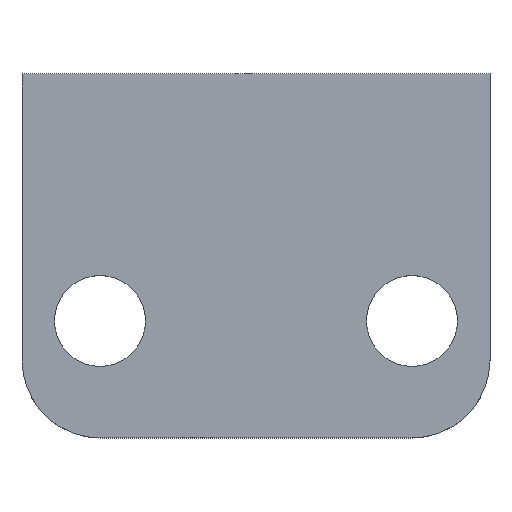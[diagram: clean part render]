
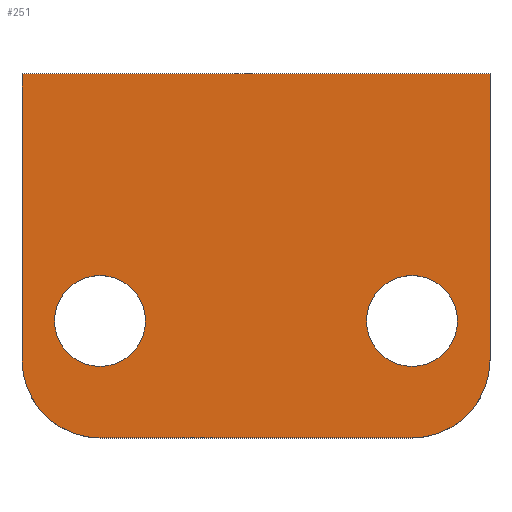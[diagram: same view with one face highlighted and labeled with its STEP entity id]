
A CAD part, top view. The second image highlights one B-rep face of the part: STEP entity #251.
In plain terms, the highlighted planar face has unit normal (0, 0, 1).
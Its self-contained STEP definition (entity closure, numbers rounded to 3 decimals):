
#17=FACE_BOUND('',#55,.T.);
#18=FACE_BOUND('',#56,.T.);
#26=PLANE('',#288);
#39=FACE_OUTER_BOUND('',#54,.T.);
#54=EDGE_LOOP('',(#226,#227,#228,#229,#230,#231));
#55=EDGE_LOOP('',(#232));
#56=EDGE_LOOP('',(#233));
#59=LINE('',#372,#82);
#70=LINE('',#405,#93);
#76=LINE('',#418,#99);
#78=LINE('',#423,#101);
#82=VECTOR('',#301,10.);
#93=VECTOR('',#332,10.);
#99=VECTOR('',#344,10.);
#101=VECTOR('',#352,10.);
#104=CIRCLE('',#268,3.);
#107=CIRCLE('',#273,1.75);
#109=CIRCLE('',#276,3.);
#112=CIRCLE('',#287,1.75);
#115=VERTEX_POINT('',#365);
#116=VERTEX_POINT('',#367);
#117=VERTEX_POINT('',#371);
#123=VERTEX_POINT('',#385);
#126=VERTEX_POINT('',#392);
#127=VERTEX_POINT('',#394);
#133=VERTEX_POINT('',#416);
#134=VERTEX_POINT('',#425);
#137=EDGE_CURVE('',#116,#115,#104,.T.);
#139=EDGE_CURVE('',#117,#116,#59,.T.);
#147=EDGE_CURVE('',#123,#123,#107,.T.);
#150=EDGE_CURVE('',#126,#127,#109,.T.);
#156=EDGE_CURVE('',#127,#115,#70,.T.);
#163=EDGE_CURVE('',#133,#126,#76,.T.);
#165=EDGE_CURVE('',#117,#133,#78,.T.);
#167=EDGE_CURVE('',#134,#134,#112,.T.);
#226=ORIENTED_EDGE('',*,*,#150,.F.);
#227=ORIENTED_EDGE('',*,*,#163,.F.);
#228=ORIENTED_EDGE('',*,*,#165,.F.);
#229=ORIENTED_EDGE('',*,*,#139,.T.);
#230=ORIENTED_EDGE('',*,*,#137,.T.);
#231=ORIENTED_EDGE('',*,*,#156,.F.);
#232=ORIENTED_EDGE('',*,*,#147,.F.);
#233=ORIENTED_EDGE('',*,*,#167,.T.);
#251=ADVANCED_FACE('',(#39,#17,#18),#26,.T.);
#268=AXIS2_PLACEMENT_3D('',#368,#296,#297);
#273=AXIS2_PLACEMENT_3D('',#387,#313,#314);
#276=AXIS2_PLACEMENT_3D('',#395,#320,#321);
#287=AXIS2_PLACEMENT_3D('',#427,#356,#357);
#288=AXIS2_PLACEMENT_3D('',#428,#358,#359);
#296=DIRECTION('center_axis',(0.,0.,1.));
#297=DIRECTION('ref_axis',(-0.707,-0.707,0.));
#301=DIRECTION('',(0.,-1.,0.));
#313=DIRECTION('center_axis',(0.,0.,1.));
#314=DIRECTION('ref_axis',(-1.,0.,0.));
#320=DIRECTION('center_axis',(0.,0.,-1.));
#321=DIRECTION('ref_axis',(0.707,-0.707,0.));
#332=DIRECTION('',(-1.,0.,0.));
#344=DIRECTION('',(0.,-1.,0.));
#352=DIRECTION('',(1.,0.,0.));
#356=DIRECTION('center_axis',(0.,0.,-1.));
#357=DIRECTION('ref_axis',(1.,0.,0.));
#358=DIRECTION('center_axis',(0.,0.,1.));
#359=DIRECTION('ref_axis',(1.,0.,0.));
#365=CARTESIAN_POINT('',(-6.,0.,0.));
#367=CARTESIAN_POINT('',(-9.,3.,0.));
#368=CARTESIAN_POINT('Origin',(-6.,3.,0.));
#371=CARTESIAN_POINT('',(-9.,14.,0.));
#372=CARTESIAN_POINT('',(-9.,11.,0.));
#385=CARTESIAN_POINT('',(-4.25,4.5,0.));
#387=CARTESIAN_POINT('Origin',(-6.,4.5,0.));
#392=CARTESIAN_POINT('',(9.,3.,0.));
#394=CARTESIAN_POINT('',(6.,0.,0.));
#395=CARTESIAN_POINT('Origin',(6.,3.,0.));
#405=CARTESIAN_POINT('',(9.,0.,0.));
#416=CARTESIAN_POINT('',(9.,14.,0.));
#418=CARTESIAN_POINT('',(9.,11.,0.));
#423=CARTESIAN_POINT('',(0.,14.,0.));
#425=CARTESIAN_POINT('',(4.25,4.5,0.));
#427=CARTESIAN_POINT('Origin',(6.,4.5,0.));
#428=CARTESIAN_POINT('Origin',(4.5,5.5,0.));
